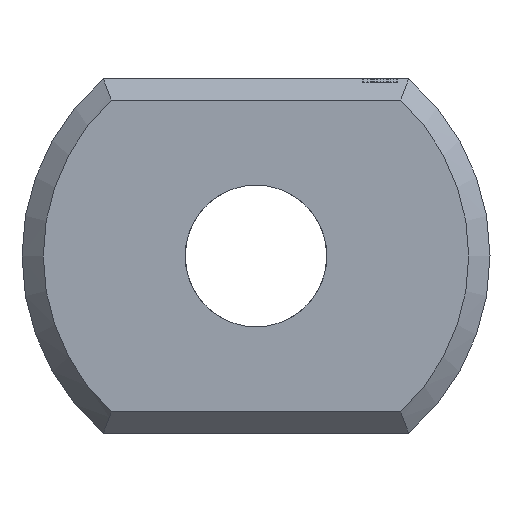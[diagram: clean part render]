
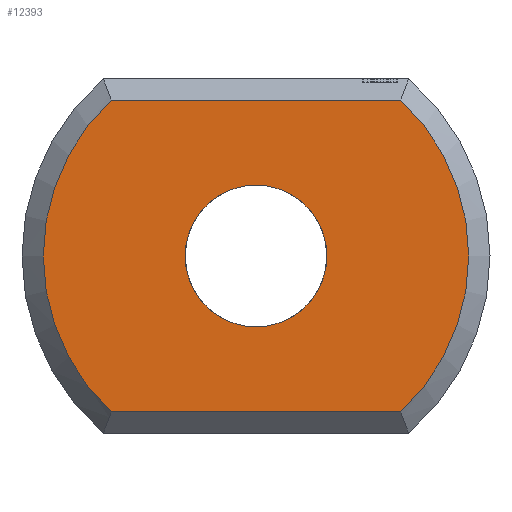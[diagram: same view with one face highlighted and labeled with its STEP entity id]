
A CAD part, left-side view. The second image highlights one B-rep face of the part: STEP entity #12393.
In plain terms, the highlighted planar face has unit normal (-1, 0, 0).
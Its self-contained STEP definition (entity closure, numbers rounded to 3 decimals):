
#298 = PLANE('',#299);
#299 = AXIS2_PLACEMENT_3D('',#300,#301,#302);
#300 = CARTESIAN_POINT('',(0.15,-2.154,-2.35));
#301 = DIRECTION('',(-0.707,0.,-0.707));
#302 = DIRECTION('',(0.,-1.,0.));
#725 = CONICAL_SURFACE('',#726,3.3,0.785);
#726 = AXIS2_PLACEMENT_3D('',#727,#728,#729);
#727 = CARTESIAN_POINT('',(0.3,0.,0.));
#728 = DIRECTION('',(1.,0.,0.));
#729 = DIRECTION('',(0.,0.653,-0.758));
#872 = CONICAL_SURFACE('',#873,3.3,0.785);
#873 = AXIS2_PLACEMENT_3D('',#874,#875,#876);
#874 = CARTESIAN_POINT('',(0.3,0.,0.));
#875 = DIRECTION('',(1.,0.,0.));
#876 = DIRECTION('',(0.,-0.653,0.758));
#909 = VERTEX_POINT('',#910);
#910 = CARTESIAN_POINT('',(0.,-2.04,-2.2));
#937 = VERTEX_POINT('',#938);
#938 = CARTESIAN_POINT('',(0.,2.04,-2.2));
#963 = EDGE_CURVE('',#909,#937,#964,.T.);
#964 = SURFACE_CURVE('',#965,(#969,#976),.PCURVE_S1.);
#965 = LINE('',#966,#967);
#966 = CARTESIAN_POINT('',(0.,-2.154,-2.2));
#967 = VECTOR('',#968,1.);
#968 = DIRECTION('',(0.,1.,0.));
#969 = PCURVE('',#298,#970);
#970 = DEFINITIONAL_REPRESENTATION('',(#971),#975);
#971 = LINE('',#972,#973);
#972 = CARTESIAN_POINT('',(0.,0.212));
#973 = VECTOR('',#974,1.);
#974 = DIRECTION('',(-1.,0.));
#975 = ( GEOMETRIC_REPRESENTATION_CONTEXT(2) 
PARAMETRIC_REPRESENTATION_CONTEXT() REPRESENTATION_CONTEXT('2D SPACE',''
  ) );
#976 = PCURVE('',#977,#982);
#977 = PLANE('',#978);
#978 = AXIS2_PLACEMENT_3D('',#979,#980,#981);
#979 = CARTESIAN_POINT('',(0.,0.,
    0.));
#980 = DIRECTION('',(1.,0.,0.));
#981 = DIRECTION('',(0.,0.,1.));
#982 = DEFINITIONAL_REPRESENTATION('',(#983),#987);
#983 = LINE('',#984,#985);
#984 = CARTESIAN_POINT('',(-2.2,2.154));
#985 = VECTOR('',#986,1.);
#986 = DIRECTION('',(0.,-1.));
#987 = ( GEOMETRIC_REPRESENTATION_CONTEXT(2) 
PARAMETRIC_REPRESENTATION_CONTEXT() REPRESENTATION_CONTEXT('2D SPACE',''
  ) );
#1763 = PLANE('',#1764);
#1764 = AXIS2_PLACEMENT_3D('',#1765,#1766,#1767);
#1765 = CARTESIAN_POINT('',(0.15,-2.154,2.35));
#1766 = DIRECTION('',(0.707,0.,-0.707
    ));
#1767 = DIRECTION('',(0.,-1.,0.));
#12180 = VERTEX_POINT('',#12181);
#12181 = CARTESIAN_POINT('',(0.,2.04,2.2));
#12206 = EDGE_CURVE('',#937,#12180,#12207,.T.);
#12207 = SURFACE_CURVE('',#12208,(#12213,#12220),.PCURVE_S1.);
#12208 = CIRCLE('',#12209,3.);
#12209 = AXIS2_PLACEMENT_3D('',#12210,#12211,#12212);
#12210 = CARTESIAN_POINT('',(0.,0.,
    0.));
#12211 = DIRECTION('',(1.,0.,0.));
#12212 = DIRECTION('',(0.,0.653,-0.758)
  );
#12213 = PCURVE('',#725,#12214);
#12214 = DEFINITIONAL_REPRESENTATION('',(#12215),#12219);
#12215 = LINE('',#12216,#12217);
#12216 = CARTESIAN_POINT('',(0.,-0.3));
#12217 = VECTOR('',#12218,1.);
#12218 = DIRECTION('',(1.,-0.));
#12219 = ( GEOMETRIC_REPRESENTATION_CONTEXT(2) 
PARAMETRIC_REPRESENTATION_CONTEXT() REPRESENTATION_CONTEXT('2D SPACE',''
  ) );
#12220 = PCURVE('',#977,#12221);
#12221 = DEFINITIONAL_REPRESENTATION('',(#12222),#12226);
#12222 = CIRCLE('',#12223,3.);
#12223 = AXIS2_PLACEMENT_2D('',#12224,#12225);
#12224 = CARTESIAN_POINT('',(0.,0.));
#12225 = DIRECTION('',(-0.758,-0.653));
#12226 = ( GEOMETRIC_REPRESENTATION_CONTEXT(2) 
PARAMETRIC_REPRESENTATION_CONTEXT() REPRESENTATION_CONTEXT('2D SPACE',''
  ) );
#12344 = VERTEX_POINT('',#12345);
#12345 = CARTESIAN_POINT('',(0.,-2.04,2.2));
#12372 = EDGE_CURVE('',#12344,#909,#12373,.T.);
#12373 = SURFACE_CURVE('',#12374,(#12379,#12386),.PCURVE_S1.);
#12374 = CIRCLE('',#12375,3.);
#12375 = AXIS2_PLACEMENT_3D('',#12376,#12377,#12378);
#12376 = CARTESIAN_POINT('',(0.,0.,
    0.));
#12377 = DIRECTION('',(1.,0.,0.));
#12378 = DIRECTION('',(0.,-0.653,0.758)
  );
#12379 = PCURVE('',#872,#12380);
#12380 = DEFINITIONAL_REPRESENTATION('',(#12381),#12385);
#12381 = LINE('',#12382,#12383);
#12382 = CARTESIAN_POINT('',(0.,-0.3));
#12383 = VECTOR('',#12384,1.);
#12384 = DIRECTION('',(1.,-0.));
#12385 = ( GEOMETRIC_REPRESENTATION_CONTEXT(2) 
PARAMETRIC_REPRESENTATION_CONTEXT() REPRESENTATION_CONTEXT('2D SPACE',''
  ) );
#12386 = PCURVE('',#977,#12387);
#12387 = DEFINITIONAL_REPRESENTATION('',(#12388),#12392);
#12388 = CIRCLE('',#12389,3.);
#12389 = AXIS2_PLACEMENT_2D('',#12390,#12391);
#12390 = CARTESIAN_POINT('',(0.,0.));
#12391 = DIRECTION('',(0.758,0.653));
#12392 = ( GEOMETRIC_REPRESENTATION_CONTEXT(2) 
PARAMETRIC_REPRESENTATION_CONTEXT() REPRESENTATION_CONTEXT('2D SPACE',''
  ) );
#12393 = ADVANCED_FACE('',(#12394,#12420),#977,.F.);
#12394 = FACE_BOUND('',#12395,.F.);
#12395 = EDGE_LOOP('',(#12396,#12397,#12418,#12419));
#12396 = ORIENTED_EDGE('',*,*,#12206,.T.);
#12397 = ORIENTED_EDGE('',*,*,#12398,.F.);
#12398 = EDGE_CURVE('',#12344,#12180,#12399,.T.);
#12399 = SURFACE_CURVE('',#12400,(#12404,#12411),.PCURVE_S1.);
#12400 = LINE('',#12401,#12402);
#12401 = CARTESIAN_POINT('',(0.,-2.154,2.2));
#12402 = VECTOR('',#12403,1.);
#12403 = DIRECTION('',(0.,1.,0.));
#12404 = PCURVE('',#977,#12405);
#12405 = DEFINITIONAL_REPRESENTATION('',(#12406),#12410);
#12406 = LINE('',#12407,#12408);
#12407 = CARTESIAN_POINT('',(2.2,2.154));
#12408 = VECTOR('',#12409,1.);
#12409 = DIRECTION('',(0.,-1.));
#12410 = ( GEOMETRIC_REPRESENTATION_CONTEXT(2) 
PARAMETRIC_REPRESENTATION_CONTEXT() REPRESENTATION_CONTEXT('2D SPACE',''
  ) );
#12411 = PCURVE('',#1763,#12412);
#12412 = DEFINITIONAL_REPRESENTATION('',(#12413),#12417);
#12413 = LINE('',#12414,#12415);
#12414 = CARTESIAN_POINT('',(0.,0.212));
#12415 = VECTOR('',#12416,1.);
#12416 = DIRECTION('',(-1.,0.));
#12417 = ( GEOMETRIC_REPRESENTATION_CONTEXT(2) 
PARAMETRIC_REPRESENTATION_CONTEXT() REPRESENTATION_CONTEXT('2D SPACE',''
  ) );
#12418 = ORIENTED_EDGE('',*,*,#12372,.T.);
#12419 = ORIENTED_EDGE('',*,*,#963,.T.);
#12420 = FACE_BOUND('',#12421,.T.);
#12421 = EDGE_LOOP('',(#12422));
#12422 = ORIENTED_EDGE('',*,*,#12423,.T.);
#12423 = EDGE_CURVE('',#12424,#12424,#12426,.T.);
#12424 = VERTEX_POINT('',#12425);
#12425 = CARTESIAN_POINT('',(0.,1.,0.));
#12426 = SURFACE_CURVE('',#12427,(#12432,#12439),.PCURVE_S1.);
#12427 = CIRCLE('',#12428,1.);
#12428 = AXIS2_PLACEMENT_3D('',#12429,#12430,#12431);
#12429 = CARTESIAN_POINT('',(0.,0.,0.));
#12430 = DIRECTION('',(1.,0.,0.));
#12431 = DIRECTION('',(0.,1.,0.));
#12432 = PCURVE('',#977,#12433);
#12433 = DEFINITIONAL_REPRESENTATION('',(#12434),#12438);
#12434 = CIRCLE('',#12435,1.);
#12435 = AXIS2_PLACEMENT_2D('',#12436,#12437);
#12436 = CARTESIAN_POINT('',(0.,0.));
#12437 = DIRECTION('',(0.,-1.));
#12438 = ( GEOMETRIC_REPRESENTATION_CONTEXT(2) 
PARAMETRIC_REPRESENTATION_CONTEXT() REPRESENTATION_CONTEXT('2D SPACE',''
  ) );
#12439 = PCURVE('',#12440,#12445);
#12440 = CYLINDRICAL_SURFACE('',#12441,1.);
#12441 = AXIS2_PLACEMENT_3D('',#12442,#12443,#12444);
#12442 = CARTESIAN_POINT('',(0.,0.,0.));
#12443 = DIRECTION('',(-1.,0.,0.));
#12444 = DIRECTION('',(0.,1.,0.));
#12445 = DEFINITIONAL_REPRESENTATION('',(#12446),#12450);
#12446 = LINE('',#12447,#12448);
#12447 = CARTESIAN_POINT('',(-0.,0.));
#12448 = VECTOR('',#12449,1.);
#12449 = DIRECTION('',(-1.,0.));
#12450 = ( GEOMETRIC_REPRESENTATION_CONTEXT(2) 
PARAMETRIC_REPRESENTATION_CONTEXT() REPRESENTATION_CONTEXT('2D SPACE',''
  ) );
